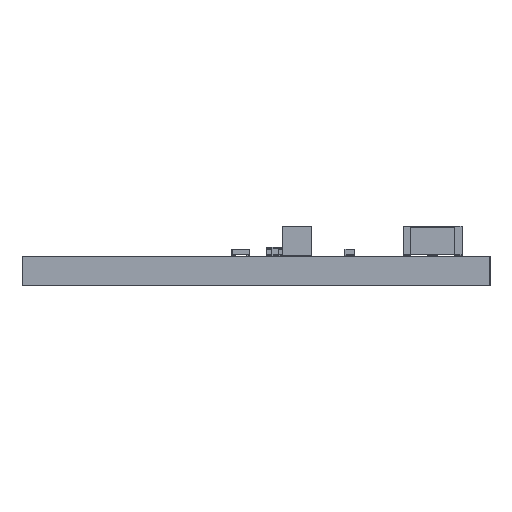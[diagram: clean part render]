
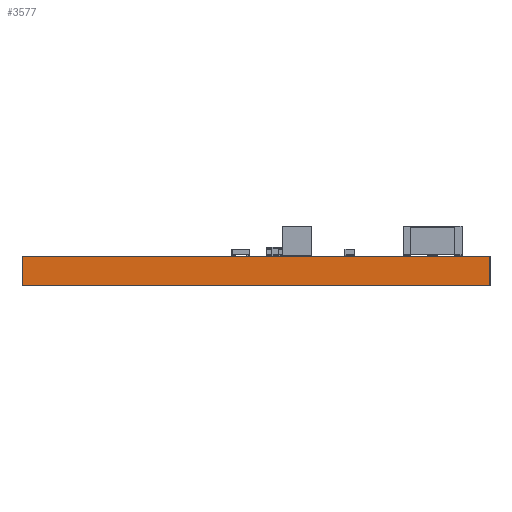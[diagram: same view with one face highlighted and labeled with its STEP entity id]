
A CAD part, left-side view. The second image highlights one B-rep face of the part: STEP entity #3577.
In plain terms, the highlighted planar face has unit normal (-1, 0, 0).
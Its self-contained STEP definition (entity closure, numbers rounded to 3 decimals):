
#3521 = VERTEX_POINT('',#3522);
#3522 = CARTESIAN_POINT('',(-24.384,-12.7,1.6));
#3528 = EDGE_CURVE('',#3529,#3521,#3531,.T.);
#3529 = VERTEX_POINT('',#3530);
#3530 = CARTESIAN_POINT('',(-24.384,-12.7,0.));
#3531 = LINE('',#3532,#3533);
#3532 = CARTESIAN_POINT('',(-24.384,-12.7,0.));
#3533 = VECTOR('',#3534,1.);
#3534 = DIRECTION('',(0.,0.,1.));
#3577 = ADVANCED_FACE('',(#3578),#3603,.T.);
#3578 = FACE_BOUND('',#3579,.T.);
#3579 = EDGE_LOOP('',(#3580,#3581,#3589,#3597));
#3580 = ORIENTED_EDGE('',*,*,#3528,.T.);
#3581 = ORIENTED_EDGE('',*,*,#3582,.T.);
#3582 = EDGE_CURVE('',#3521,#3583,#3585,.T.);
#3583 = VERTEX_POINT('',#3584);
#3584 = CARTESIAN_POINT('',(-24.384,12.7,1.6));
#3585 = LINE('',#3586,#3587);
#3586 = CARTESIAN_POINT('',(-24.384,-12.7,1.6));
#3587 = VECTOR('',#3588,1.);
#3588 = DIRECTION('',(0.,1.,0.));
#3589 = ORIENTED_EDGE('',*,*,#3590,.F.);
#3590 = EDGE_CURVE('',#3591,#3583,#3593,.T.);
#3591 = VERTEX_POINT('',#3592);
#3592 = CARTESIAN_POINT('',(-24.384,12.7,0.));
#3593 = LINE('',#3594,#3595);
#3594 = CARTESIAN_POINT('',(-24.384,12.7,0.));
#3595 = VECTOR('',#3596,1.);
#3596 = DIRECTION('',(0.,0.,1.));
#3597 = ORIENTED_EDGE('',*,*,#3598,.F.);
#3598 = EDGE_CURVE('',#3529,#3591,#3599,.T.);
#3599 = LINE('',#3600,#3601);
#3600 = CARTESIAN_POINT('',(-24.384,-12.7,0.));
#3601 = VECTOR('',#3602,1.);
#3602 = DIRECTION('',(0.,1.,0.));
#3603 = PLANE('',#3604);
#3604 = AXIS2_PLACEMENT_3D('',#3605,#3606,#3607);
#3605 = CARTESIAN_POINT('',(-24.384,-12.7,0.));
#3606 = DIRECTION('',(-1.,0.,0.));
#3607 = DIRECTION('',(0.,1.,0.));
